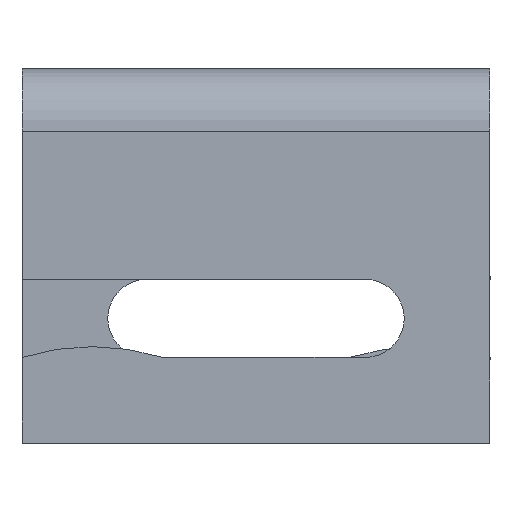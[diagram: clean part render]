
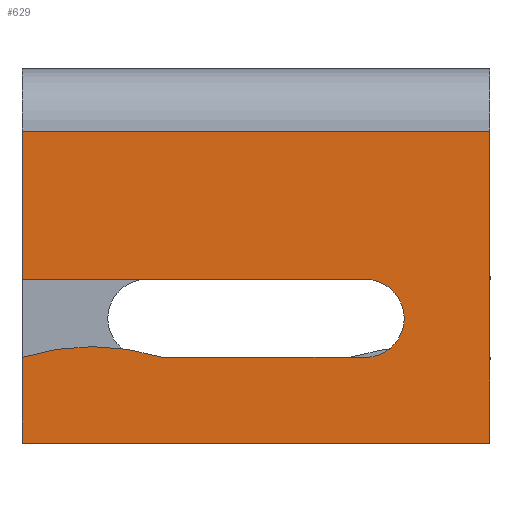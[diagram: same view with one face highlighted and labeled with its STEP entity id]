
A CAD part, left-side view. The second image highlights one B-rep face of the part: STEP entity #629.
In plain terms, the highlighted planar face has unit normal (-1, 0, 0).
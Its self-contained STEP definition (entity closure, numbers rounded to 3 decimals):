
#20=PLANE('',#696);
#48=FACE_OUTER_BOUND('',#84,.T.);
#84=EDGE_LOOP('',(#432,#433,#434,#435,#436,#437,#438,#439,#440));
#118=LINE('',#941,#180);
#122=LINE('',#951,#184);
#132=LINE('',#981,#194);
#133=LINE('',#983,#195);
#134=LINE('',#985,#196);
#135=LINE('',#987,#197);
#136=LINE('',#988,#198);
#180=VECTOR('',#754,10.);
#184=VECTOR('',#766,10.);
#194=VECTOR('',#794,10.);
#195=VECTOR('',#795,10.);
#196=VECTOR('',#796,10.);
#197=VECTOR('',#797,10.);
#198=VECTOR('',#798,10.);
#239=CIRCLE('',#682,15.);
#241=CIRCLE('',#686,2.5);
#264=VERTEX_POINT('',#929);
#265=VERTEX_POINT('',#931);
#268=VERTEX_POINT('',#938);
#269=VERTEX_POINT('',#940);
#271=VERTEX_POINT('',#946);
#282=VERTEX_POINT('',#980);
#283=VERTEX_POINT('',#982);
#284=VERTEX_POINT('',#984);
#285=VERTEX_POINT('',#986);
#316=EDGE_CURVE('',#265,#264,#239,.T.);
#320=EDGE_CURVE('',#269,#268,#118,.T.);
#324=EDGE_CURVE('',#268,#271,#241,.T.);
#326=EDGE_CURVE('',#271,#265,#122,.T.);
#340=EDGE_CURVE('',#282,#264,#132,.T.);
#341=EDGE_CURVE('',#283,#282,#133,.T.);
#342=EDGE_CURVE('',#284,#283,#134,.T.);
#343=EDGE_CURVE('',#284,#285,#135,.T.);
#344=EDGE_CURVE('',#269,#285,#136,.T.);
#432=ORIENTED_EDGE('',*,*,#320,.T.);
#433=ORIENTED_EDGE('',*,*,#324,.T.);
#434=ORIENTED_EDGE('',*,*,#326,.T.);
#435=ORIENTED_EDGE('',*,*,#316,.T.);
#436=ORIENTED_EDGE('',*,*,#340,.F.);
#437=ORIENTED_EDGE('',*,*,#341,.F.);
#438=ORIENTED_EDGE('',*,*,#342,.F.);
#439=ORIENTED_EDGE('',*,*,#343,.T.);
#440=ORIENTED_EDGE('',*,*,#344,.F.);
#629=ADVANCED_FACE('',(#48),#20,.T.);
#682=AXIS2_PLACEMENT_3D('',#932,#747,#748);
#686=AXIS2_PLACEMENT_3D('',#948,#761,#762);
#696=AXIS2_PLACEMENT_3D('',#979,#792,#793);
#747=DIRECTION('center_axis',(-1.,0.,0.));
#748=DIRECTION('ref_axis',(0.,-0.3,-0.954));
#754=DIRECTION('',(0.,-1.,0.));
#761=DIRECTION('center_axis',(1.,0.,0.));
#762=DIRECTION('ref_axis',(0.,0.,1.));
#766=DIRECTION('',(0.,1.,0.));
#792=DIRECTION('center_axis',(-1.,0.,0.));
#793=DIRECTION('ref_axis',(0.,-1.,0.));
#794=DIRECTION('',(0.,0.,1.));
#795=DIRECTION('',(0.,1.,0.));
#796=DIRECTION('',(0.,0.,-1.));
#797=DIRECTION('',(0.,1.,0.));
#798=DIRECTION('',(0.,0.,1.));
#929=CARTESIAN_POINT('',(0.,30.,-18.5));
#931=CARTESIAN_POINT('',(0.,21.,-18.5));
#932=CARTESIAN_POINT('Origin',(0.,25.5,-32.809));
#938=CARTESIAN_POINT('',(0.,8.,-13.5));
#940=CARTESIAN_POINT('',(0.,30.,-13.5));
#941=CARTESIAN_POINT('',(0.,11.5,-13.5));
#946=CARTESIAN_POINT('',(0.,8.,-18.5));
#948=CARTESIAN_POINT('Origin',(0.,8.,-16.));
#951=CARTESIAN_POINT('',(0.,18.,-18.5));
#979=CARTESIAN_POINT('Origin',(0.,15.,22.024));
#980=CARTESIAN_POINT('',(0.,30.,-24.));
#981=CARTESIAN_POINT('',(0.,30.,0.524));
#982=CARTESIAN_POINT('',(0.,0.,-24.));
#983=CARTESIAN_POINT('',(0.,0.,-24.));
#984=CARTESIAN_POINT('',(0.,0.,-4.));
#985=CARTESIAN_POINT('',(0.,0.,-4.));
#986=CARTESIAN_POINT('',(0.,30.,-4.));
#987=CARTESIAN_POINT('',(0.,15.,-4.));
#988=CARTESIAN_POINT('',(0.,30.,0.524));
